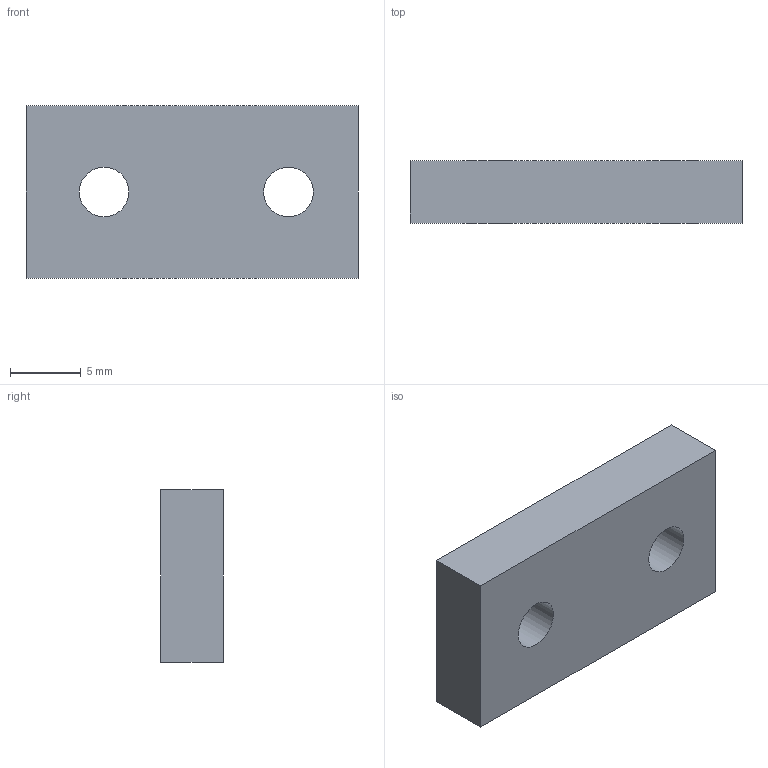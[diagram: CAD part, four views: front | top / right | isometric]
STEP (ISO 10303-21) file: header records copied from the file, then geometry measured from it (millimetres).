
FILE_DESCRIPTION(('FreeCAD Model'),'2;1');
FILE_NAME('Open CASCADE Shape Model','2024-02-26T09:14:43',(''),(''), 'Open CASCADE STEP processor 7.6','FreeCAD','Unknown');
FILE_SCHEMA(('AUTOMOTIVE_DESIGN { 1 0 10303 214 1 1 1 1 }'));
Length unit declared in the file: millimetre
Products named in the file (2): Push Plate; Body010
Assembly tree (1 placements, depth 2):
  Push Plate
    Body010
Bounding box: 23.4 x 4.4 x 12.18 mm (x, y, z)
Volume: 1169.6 mm3; surface area: 941.5 mm2
Topology: 1 solids, 1 shells, 8 faces, 18 edges, 12 vertices
Faces by surface type: plane 6, cylinder 2
Full cylindrical faces by diameter (mm): 3.5 x2
Entity records: 502 total; most frequent: CARTESIAN_POINT 100, DIRECTION 64, ORIENTED_EDGE 36, PCURVE 36, DEFINITIONAL_REPRESENTATION 36, LINE 34, VECTOR 34, EDGE_CURVE 18
